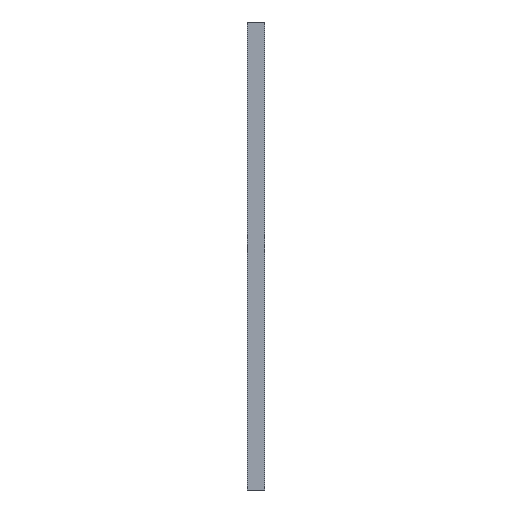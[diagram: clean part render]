
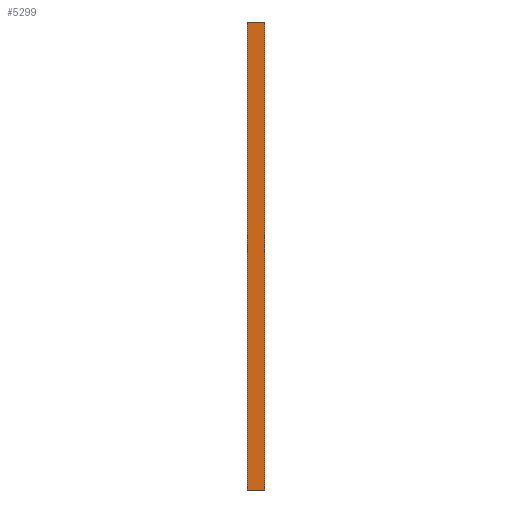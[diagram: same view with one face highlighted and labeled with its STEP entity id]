
A CAD part, left-side view. The second image highlights one B-rep face of the part: STEP entity #5299.
In plain terms, the highlighted planar face has unit normal (-1, 0, 0).
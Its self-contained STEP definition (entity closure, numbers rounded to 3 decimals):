
#1071=FACE_OUTER_BOUND('',#1429,.T.);
#1429=EDGE_LOOP('',(#4429,#4430,#4431,#4432));
#1923=LINE('',#9276,#2251);
#1924=LINE('',#9279,#2252);
#1925=LINE('',#9281,#2253);
#1926=LINE('',#9282,#2254);
#2251=VECTOR('',#7775,10.);
#2252=VECTOR('',#7778,10.);
#2253=VECTOR('',#7779,10.);
#2254=VECTOR('',#7780,10.);
#2709=VERTEX_POINT('',#9272);
#2710=VERTEX_POINT('',#9274);
#2711=VERTEX_POINT('',#9278);
#2712=VERTEX_POINT('',#9280);
#3391=EDGE_CURVE('',#2709,#2710,#1923,.T.);
#3392=EDGE_CURVE('',#2709,#2711,#1924,.T.);
#3393=EDGE_CURVE('',#2712,#2710,#1925,.T.);
#3394=EDGE_CURVE('',#2711,#2712,#1926,.T.);
#4429=ORIENTED_EDGE('',*,*,#3392,.F.);
#4430=ORIENTED_EDGE('',*,*,#3391,.T.);
#4431=ORIENTED_EDGE('',*,*,#3393,.F.);
#4432=ORIENTED_EDGE('',*,*,#3394,.F.);
#4941=PLANE('',#6027);
#5299=ADVANCED_FACE('',(#1071),#4941,.T.);
#6027=AXIS2_PLACEMENT_3D('',#9277,#7776,#7777);
#7775=DIRECTION('',(0.,1.,0.));
#7776=DIRECTION('center_axis',(-1.,0.,0.));
#7777=DIRECTION('ref_axis',(0.,0.,1.));
#7778=DIRECTION('',(0.,0.,-1.));
#7779=DIRECTION('',(0.,0.,1.));
#7780=DIRECTION('',(0.,1.,0.));
#9272=CARTESIAN_POINT('',(-140.,0.,0.));
#9274=CARTESIAN_POINT('',(-140.,2.53,0.));
#9276=CARTESIAN_POINT('',(-140.,0.,0.));
#9277=CARTESIAN_POINT('Origin',(-140.,0.,-67.));
#9278=CARTESIAN_POINT('',(-140.,0.,-67.));
#9279=CARTESIAN_POINT('',(-140.,0.,0.));
#9280=CARTESIAN_POINT('',(-140.,2.53,-67.));
#9281=CARTESIAN_POINT('',(-140.,2.53,0.));
#9282=CARTESIAN_POINT('',(-140.,0.,-67.));
